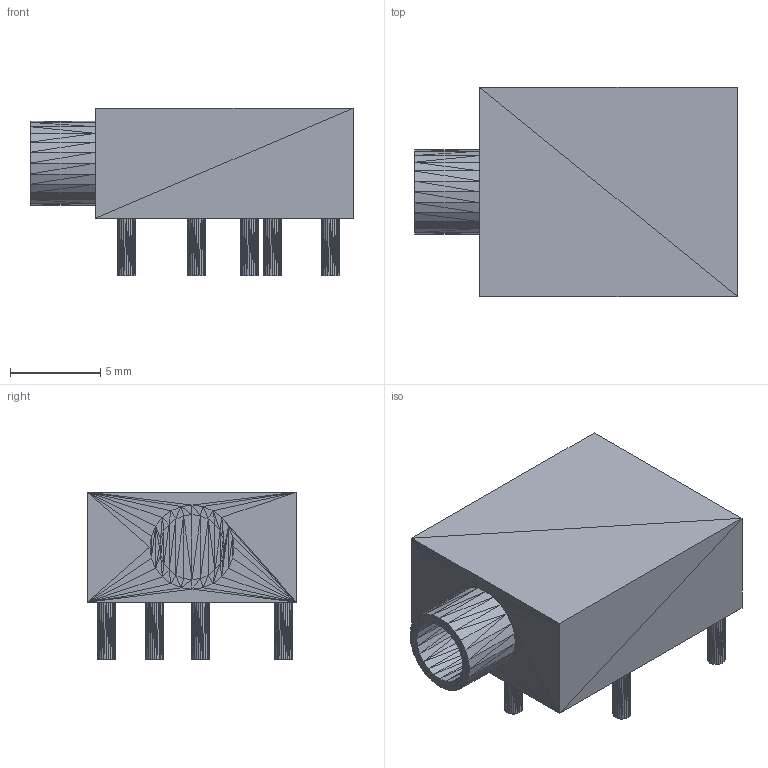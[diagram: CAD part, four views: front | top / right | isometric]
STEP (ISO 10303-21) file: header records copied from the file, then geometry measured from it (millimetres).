
FILE_DESCRIPTION((''),'2;1');
FILE_NAME('Untitled', '2025-06-12T16:51:23', (''), (''), 'ImageToStl.com STEP Converter','', '');
FILE_SCHEMA(('AUTOMOTIVE_DESIGN_CC2'));
Length unit declared in the file: metre
Products named in the file (1): product0
Bounding box: 17.9 x 11.6 x 9.3 mm (x, y, z)
Surface area: 791 mm2 (no closed solid volume)
Topology: 0 solids, 684 shells, 684 faces, 2052 edges, 344 vertices
Faces by surface type: plane 684
Entity records: 15764 total; most frequent: DIRECTION 3422, ORIENTED_EDGE 2052, EDGE_CURVE 2052, LINE 2052, VECTOR 2052, AXIS2_PLACEMENT_3D 685, FACE_SURFACE 684, PLANE 684
